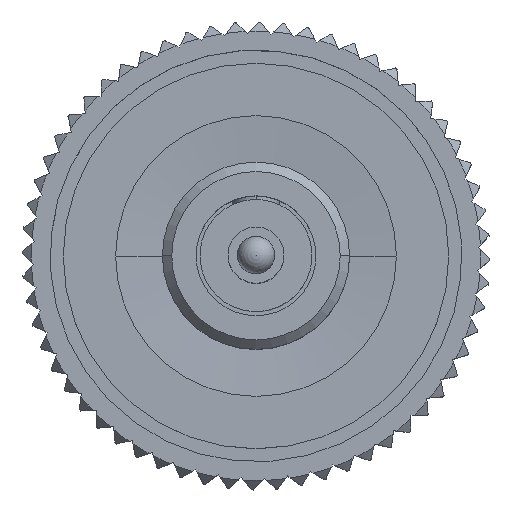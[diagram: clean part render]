
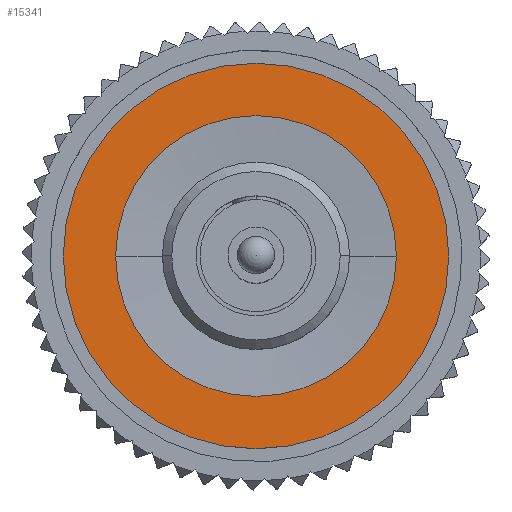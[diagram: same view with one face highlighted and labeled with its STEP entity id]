
A CAD part, top view. The second image highlights one B-rep face of the part: STEP entity #15341.
In plain terms, the highlighted planar face has unit normal (0, 0, 1).
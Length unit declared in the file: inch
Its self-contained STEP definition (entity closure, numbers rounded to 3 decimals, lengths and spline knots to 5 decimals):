
#6137 = DIRECTION ( 'NONE',  ( 1., 0., 0. ) ) ;
#6138 = DIRECTION ( 'NONE',  ( 0., 0., -1. ) ) ;
#6139 = CARTESIAN_POINT ( 'NONE',  ( -0.05076, -0.3626, -0.0026 ) ) ;
#6140 = AXIS2_PLACEMENT_3D ( 'NONE', #6139, #6138, #6137 ) ;
#6141 = CIRCLE ( 'NONE', #6140, 0.40551 ) ;
#6142 = CARTESIAN_POINT ( 'NONE',  ( 0.35476, -0.3626, -0.0026 ) ) ;
#6177 = DIRECTION ( 'NONE',  ( 1., 0., 0. ) ) ;
#6178 = DIRECTION ( 'NONE',  ( 0., 0., 1. ) ) ;
#6179 = CARTESIAN_POINT ( 'NONE',  ( -0.05076, -0.3626, -0.0026 ) ) ;
#6180 = AXIS2_PLACEMENT_3D ( 'NONE', #6179, #6178, #6177 ) ;
#6182 = PLANE ( 'NONE',  #6180 ) ;
#6200 = FACE_BOUND ( 'NONE', #15385, .T. ) ;
#6201 = FACE_OUTER_BOUND ( 'NONE', #15342, .T. ) ;
#6318 = CARTESIAN_POINT ( 'NONE',  ( -0.45627, -0.3626, -0.0026 ) ) ;
#6319 = CARTESIAN_POINT ( 'NONE',  ( -0.34603, -0.3626, -0.0026 ) ) ;
#6330 = DIRECTION ( 'NONE',  ( 1., 0., 0. ) ) ;
#6331 = DIRECTION ( 'NONE',  ( 0., 0., -1. ) ) ;
#6332 = CARTESIAN_POINT ( 'NONE',  ( -0.05076, -0.3626, -0.0026 ) ) ;
#6333 = AXIS2_PLACEMENT_3D ( 'NONE', #6332, #6331, #6330 ) ;
#6334 = CIRCLE ( 'NONE', #6333, 0.40551 ) ;
#6342 = DIRECTION ( 'NONE',  ( 1., 0., 0. ) ) ;
#6343 = DIRECTION ( 'NONE',  ( 0., 0., 1. ) ) ;
#6344 = CARTESIAN_POINT ( 'NONE',  ( -0.05076, -0.3626, -0.0026 ) ) ;
#6345 = AXIS2_PLACEMENT_3D ( 'NONE', #6344, #6343, #6342 ) ;
#6346 = CIRCLE ( 'NONE', #6345, 0.29528 ) ;
#6379 = DIRECTION ( 'NONE',  ( 1., 0., 0. ) ) ;
#6380 = DIRECTION ( 'NONE',  ( 0., 0., 1. ) ) ;
#6381 = CARTESIAN_POINT ( 'NONE',  ( -0.05076, -0.3626, -0.0026 ) ) ;
#6382 = AXIS2_PLACEMENT_3D ( 'NONE', #6381, #6380, #6379 ) ;
#6383 = CIRCLE ( 'NONE', #6382, 0.29528 ) ;
#6384 = CARTESIAN_POINT ( 'NONE',  ( 0.24452, -0.3626, -0.0026 ) ) ;
#15329 = ORIENTED_EDGE ( 'NONE', *, *, #15333, .F. ) ;
#15330 = VERTEX_POINT ( 'NONE', #6142 ) ;
#15331 = ORIENTED_EDGE ( 'NONE', *, *, #15404, .F. ) ;
#15333 = EDGE_CURVE ( 'NONE', #15330, #15393, #6141, .T. ) ;
#15341 = ADVANCED_FACE ( 'NONE', ( #6201, #6200 ), #6182, .T. ) ;
#15342 = EDGE_LOOP ( 'NONE', ( #15329, #15394 ) ) ;
#15384 = EDGE_CURVE ( 'NONE', #15393, #15330, #6334, .T. ) ;
#15385 = EDGE_LOOP ( 'NONE', ( #15331, #15405 ) ) ;
#15392 = VERTEX_POINT ( 'NONE', #6319 ) ;
#15393 = VERTEX_POINT ( 'NONE', #6318 ) ;
#15394 = ORIENTED_EDGE ( 'NONE', *, *, #15384, .F. ) ;
#15402 = EDGE_CURVE ( 'NONE', #15392, #15403, #6346, .T. ) ;
#15403 = VERTEX_POINT ( 'NONE', #6384 ) ;
#15404 = EDGE_CURVE ( 'NONE', #15403, #15392, #6383, .T. ) ;
#15405 = ORIENTED_EDGE ( 'NONE', *, *, #15402, .F. ) ;
